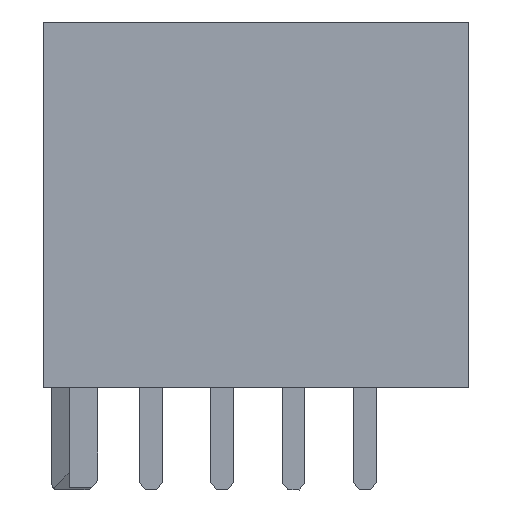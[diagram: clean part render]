
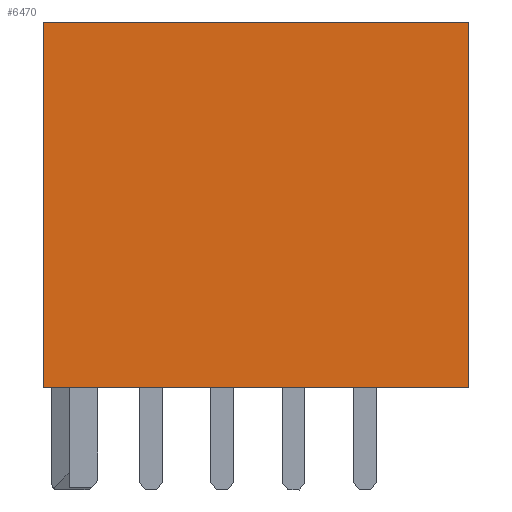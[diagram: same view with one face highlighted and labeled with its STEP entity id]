
A CAD part, left-side view. The second image highlights one B-rep face of the part: STEP entity #6470.
In plain terms, the highlighted face is planar.
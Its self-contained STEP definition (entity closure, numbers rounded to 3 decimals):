
#628=ORIENTED_EDGE('',*,*,#2442,.F.);
#629=ORIENTED_EDGE('',*,*,#2337,.F.);
#630=ORIENTED_EDGE('',*,*,#2443,.F.);
#631=ORIENTED_EDGE('',*,*,#2444,.F.);
#2337=EDGE_CURVE('',#3246,#3247,#3905,.T.);
#2442=EDGE_CURVE('',#3247,#3319,#4010,.T.);
#2443=EDGE_CURVE('',#3320,#3246,#4011,.T.);
#2444=EDGE_CURVE('',#3319,#3320,#4012,.T.);
#3246=VERTEX_POINT('',#9442);
#3247=VERTEX_POINT('',#9444);
#3319=VERTEX_POINT('',#9645);
#3320=VERTEX_POINT('',#9647);
#3905=LINE('',#9443,#4822);
#4010=LINE('',#9644,#4927);
#4011=LINE('',#9646,#4928);
#4012=LINE('',#9648,#4929);
#4822=VECTOR('',#7543,1000.);
#4927=VECTOR('',#7696,1000.);
#4928=VECTOR('',#7697,1000.);
#4929=VECTOR('',#7698,1000.);
#5485=EDGE_LOOP('',(#628,#629,#630,#631));
#5827=FACE_BOUND('',#5485,.T.);
#6161=PLANE('',#6831);
#6470=ADVANCED_FACE('',(#5827),#6161,.F.);
#6831=AXIS2_PLACEMENT_3D('',#9643,#7694,#7695);
#7543=DIRECTION('',(1.,0.,0.));
#7694=DIRECTION('',(0.,1.,0.));
#7695=DIRECTION('',(0.,0.,1.));
#7696=DIRECTION('',(0.,0.,-1.));
#7697=DIRECTION('',(0.,0.,1.));
#7698=DIRECTION('',(-1.,0.,0.));
#9442=CARTESIAN_POINT('',(-7.45,0.,6.4));
#9443=CARTESIAN_POINT('',(-7.45,0.,6.4));
#9444=CARTESIAN_POINT('',(7.45,0.,6.4));
#9643=CARTESIAN_POINT('',(0.,0.,0.));
#9644=CARTESIAN_POINT('',(7.45,0.,6.4));
#9645=CARTESIAN_POINT('',(7.45,0.,-6.4));
#9646=CARTESIAN_POINT('',(-7.45,0.,-6.4));
#9647=CARTESIAN_POINT('',(-7.45,0.,-6.4));
#9648=CARTESIAN_POINT('',(7.45,0.,-6.4));
